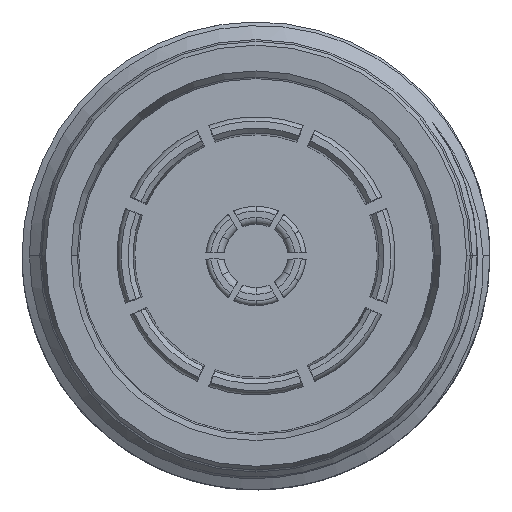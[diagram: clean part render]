
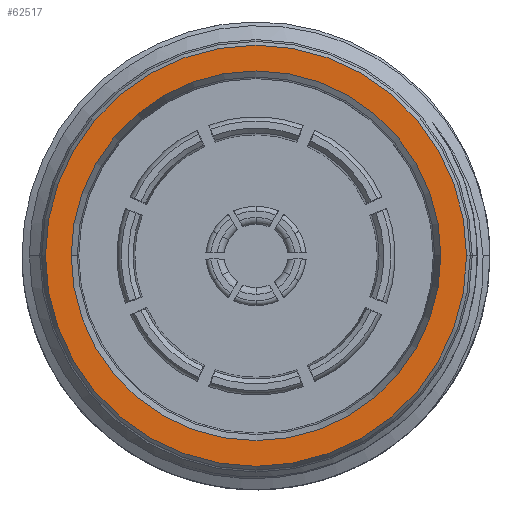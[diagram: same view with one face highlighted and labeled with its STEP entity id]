
A CAD part, top view. The second image highlights one B-rep face of the part: STEP entity #62517.
In plain terms, the highlighted planar face has unit normal (0, 0, 1).
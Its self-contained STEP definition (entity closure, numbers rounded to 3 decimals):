
#187 = CARTESIAN_POINT ( 'NONE',  ( -7.9, 0., 0. ) ) ;
#3476 = DIRECTION ( 'NONE',  ( 0., 0., 1. ) ) ;
#4013 = DIRECTION ( 'NONE',  ( 0., 0., 1. ) ) ;
#4145 = DIRECTION ( 'NONE',  ( 1., 0., 0. ) ) ;
#6246 = AXIS2_PLACEMENT_3D ( 'NONE', #38960, #3476, #44924 ) ;
#8838 = CARTESIAN_POINT ( 'NONE',  ( 0., 0., 0. ) ) ;
#9462 = PLANE ( 'NONE',  #71858 ) ;
#9598 = EDGE_CURVE ( 'NONE', #37801, #14412, #25757, .T. ) ;
#10076 = EDGE_LOOP ( 'NONE', ( #61395, #20358 ) ) ;
#11382 = EDGE_CURVE ( 'NONE', #44783, #31290, #18792, .T. ) ;
#14028 = EDGE_LOOP ( 'NONE', ( #24204, #49852 ) ) ;
#14412 = VERTEX_POINT ( 'NONE', #187 ) ;
#14805 = DIRECTION ( 'NONE',  ( 1., 0., 0. ) ) ;
#18365 = EDGE_CURVE ( 'NONE', #31290, #44783, #72478, .T. ) ;
#18792 = CIRCLE ( 'NONE', #25034, 9. ) ;
#20358 = ORIENTED_EDGE ( 'NONE', *, *, #18365, .T. ) ;
#21596 = DIRECTION ( 'NONE',  ( 0., 0., -1. ) ) ;
#24204 = ORIENTED_EDGE ( 'NONE', *, *, #9598, .F. ) ;
#25034 = AXIS2_PLACEMENT_3D ( 'NONE', #8838, #50294, #14805 ) ;
#25757 = CIRCLE ( 'NONE', #40680, 7.9 ) ;
#31290 = VERTEX_POINT ( 'NONE', #65389 ) ;
#33122 = EDGE_CURVE ( 'NONE', #14412, #37801, #51290, .T. ) ;
#35021 = CARTESIAN_POINT ( 'NONE',  ( 7.9, 0., 0. ) ) ;
#37801 = VERTEX_POINT ( 'NONE', #35021 ) ;
#38960 = CARTESIAN_POINT ( 'NONE',  ( 0., 0., 0. ) ) ;
#39513 = CARTESIAN_POINT ( 'NONE',  ( 0., 0., 0. ) ) ;
#39646 = DIRECTION ( 'NONE',  ( 0., 0., 1. ) ) ;
#40680 = AXIS2_PLACEMENT_3D ( 'NONE', #39513, #4013, #45473 ) ;
#44783 = VERTEX_POINT ( 'NONE', #47681 ) ;
#44924 = DIRECTION ( 'NONE',  ( 1., 0., 0. ) ) ;
#45473 = DIRECTION ( 'NONE',  ( 1., 0., 0. ) ) ;
#47681 = CARTESIAN_POINT ( 'NONE',  ( -9., 0., 0. ) ) ;
#49852 = ORIENTED_EDGE ( 'NONE', *, *, #33122, .F. ) ;
#50294 = DIRECTION ( 'NONE',  ( 0., 0., 1. ) ) ;
#51290 = CIRCLE ( 'NONE', #6246, 7.9 ) ;
#51790 = FACE_BOUND ( 'NONE', #14028, .T. ) ;
#53604 = FACE_OUTER_BOUND ( 'NONE', #10076, .T. ) ;
#57119 = CARTESIAN_POINT ( 'NONE',  ( 0., 0., 0. ) ) ;
#57132 = AXIS2_PLACEMENT_3D ( 'NONE', #75022, #39646, #4145 ) ;
#61395 = ORIENTED_EDGE ( 'NONE', *, *, #11382, .T. ) ;
#62517 = ADVANCED_FACE ( 'NONE', ( #53604, #51790 ), #9462, .F. ) ;
#62980 = DIRECTION ( 'NONE',  ( -1., 0., 0. ) ) ;
#65389 = CARTESIAN_POINT ( 'NONE',  ( 9., 0., 0. ) ) ;
#71858 = AXIS2_PLACEMENT_3D ( 'NONE', #57119, #21596, #62980 ) ;
#72478 = CIRCLE ( 'NONE', #57132, 9. ) ;
#75022 = CARTESIAN_POINT ( 'NONE',  ( 0., 0., 0. ) ) ;
